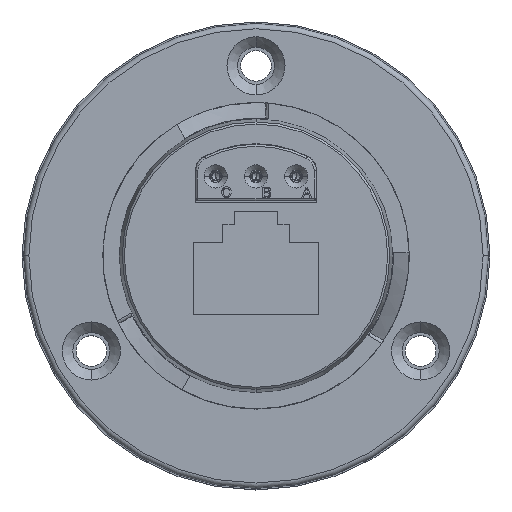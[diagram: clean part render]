
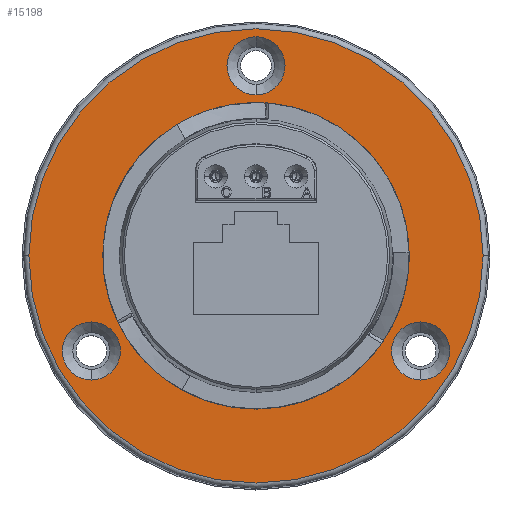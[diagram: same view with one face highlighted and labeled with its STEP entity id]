
A CAD part, top view. The second image highlights one B-rep face of the part: STEP entity #15198.
In plain terms, the highlighted planar face has unit normal (0, 0, 1).
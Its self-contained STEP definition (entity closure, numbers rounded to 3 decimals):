
#1827=CARTESIAN_POINT('',(0.,0.,15.8));
#1828=DIRECTION('',(0.,0.,1.));
#1829=DIRECTION('',(-1.,0.,0.));
#1830=AXIS2_PLACEMENT_3D('',#1827,#1828,#1829);
#1832=CARTESIAN_POINT('',(0.,0.,15.8));
#1833=DIRECTION('',(0.,0.,1.));
#1834=DIRECTION('',(1.,0.,0.));
#1835=AXIS2_PLACEMENT_3D('',#1832,#1833,#1834);
#1837=CARTESIAN_POINT('',(0.,0.,15.8));
#1838=DIRECTION('',(0.,0.,1.));
#1839=DIRECTION('',(0.,1.,0.));
#1840=AXIS2_PLACEMENT_3D('',#1837,#1838,#1839);
#1842=CARTESIAN_POINT('',(0.,0.,15.8));
#1843=DIRECTION('',(0.,0.,1.));
#1844=DIRECTION('',(0.,-1.,0.));
#1845=AXIS2_PLACEMENT_3D('',#1842,#1843,#1844);
#1847=CARTESIAN_POINT('',(-15.588,-9.,15.8));
#1848=DIRECTION('',(0.,0.,-1.));
#1849=DIRECTION('',(0.,-1.,0.));
#1850=AXIS2_PLACEMENT_3D('',#1847,#1848,#1849);
#1852=CARTESIAN_POINT('',(-15.588,-9.,15.8));
#1853=DIRECTION('',(0.,0.,-1.));
#1854=DIRECTION('',(0.,1.,0.));
#1855=AXIS2_PLACEMENT_3D('',#1852,#1853,#1854);
#1857=CARTESIAN_POINT('',(15.588,-9.,15.8));
#1858=DIRECTION('',(0.,0.,-1.));
#1859=DIRECTION('',(0.,-1.,0.));
#1860=AXIS2_PLACEMENT_3D('',#1857,#1858,#1859);
#1862=CARTESIAN_POINT('',(15.588,-9.,15.8));
#1863=DIRECTION('',(0.,0.,-1.));
#1864=DIRECTION('',(0.,1.,0.));
#1865=AXIS2_PLACEMENT_3D('',#1862,#1863,#1864);
#1867=CARTESIAN_POINT('',(0.,18.,15.8));
#1868=DIRECTION('',(0.,0.,-1.));
#1869=DIRECTION('',(0.,-1.,0.));
#1870=AXIS2_PLACEMENT_3D('',#1867,#1868,#1869);
#1872=CARTESIAN_POINT('',(0.,18.,15.8));
#1873=DIRECTION('',(0.,0.,-1.));
#1874=DIRECTION('',(0.,1.,0.));
#1875=AXIS2_PLACEMENT_3D('',#1872,#1873,#1874);
#11896=CARTESIAN_POINT('',(0.,14.5,15.8));
#11897=CARTESIAN_POINT('',(0.,-14.5,15.8));
#11898=VERTEX_POINT('',#11896);
#11899=VERTEX_POINT('',#11897);
#11912=CARTESIAN_POINT('',(-15.588,-11.75,15.8));
#11913=CARTESIAN_POINT('',(-15.588,-6.25,15.8));
#11914=VERTEX_POINT('',#11912);
#11915=VERTEX_POINT('',#11913);
#11920=CARTESIAN_POINT('',(15.588,-11.75,15.8));
#11921=CARTESIAN_POINT('',(15.588,-6.25,15.8));
#11922=VERTEX_POINT('',#11920);
#11923=VERTEX_POINT('',#11921);
#11928=CARTESIAN_POINT('',(0.,15.25,15.8));
#11929=CARTESIAN_POINT('',(0.,20.75,15.8));
#11930=VERTEX_POINT('',#11928);
#11931=VERTEX_POINT('',#11929);
#12038=CARTESIAN_POINT('',(-21.5,0.,15.8));
#12039=CARTESIAN_POINT('',(21.5,0.,15.8));
#12040=VERTEX_POINT('',#12038);
#12041=VERTEX_POINT('',#12039);
#15164=CARTESIAN_POINT('',(0.,0.,15.8));
#15165=DIRECTION('',(0.,0.,1.));
#15166=DIRECTION('',(1.,0.,0.));
#15167=AXIS2_PLACEMENT_3D('',#15164,#15165,#15166);
#15168=PLANE('',#15167);
#15170=ORIENTED_EDGE('',*,*,#15169,.F.);
#15171=ORIENTED_EDGE('',*,*,#15154,.F.);
#15172=EDGE_LOOP('',(#15170,#15171));
#15173=FACE_OUTER_BOUND('',#15172,.F.);
#15175=ORIENTED_EDGE('',*,*,#15174,.T.);
#15177=ORIENTED_EDGE('',*,*,#15176,.T.);
#15178=EDGE_LOOP('',(#15175,#15177));
#15179=FACE_BOUND('',#15178,.F.);
#15181=ORIENTED_EDGE('',*,*,#15180,.F.);
#15183=ORIENTED_EDGE('',*,*,#15182,.F.);
#15184=EDGE_LOOP('',(#15181,#15183));
#15185=FACE_BOUND('',#15184,.F.);
#15187=ORIENTED_EDGE('',*,*,#15186,.F.);
#15189=ORIENTED_EDGE('',*,*,#15188,.F.);
#15190=EDGE_LOOP('',(#15187,#15189));
#15191=FACE_BOUND('',#15190,.F.);
#15193=ORIENTED_EDGE('',*,*,#15192,.F.);
#15195=ORIENTED_EDGE('',*,*,#15194,.F.);
#15196=EDGE_LOOP('',(#15193,#15195));
#15197=FACE_BOUND('',#15196,.F.);
#1831=CIRCLE('',#1830,21.5);
#1836=CIRCLE('',#1835,21.5);
#1841=CIRCLE('',#1840,14.5);
#1846=CIRCLE('',#1845,14.5);
#1851=CIRCLE('',#1850,2.75);
#1856=CIRCLE('',#1855,2.75);
#1861=CIRCLE('',#1860,2.75);
#1866=CIRCLE('',#1865,2.75);
#1871=CIRCLE('',#1870,2.75);
#1876=CIRCLE('',#1875,2.75);
#15154=EDGE_CURVE('',#12041,#12040,#1836,.T.);
#15169=EDGE_CURVE('',#12040,#12041,#1831,.T.);
#15174=EDGE_CURVE('',#11898,#11899,#1841,.T.);
#15176=EDGE_CURVE('',#11899,#11898,#1846,.T.);
#15180=EDGE_CURVE('',#11914,#11915,#1851,.T.);
#15182=EDGE_CURVE('',#11915,#11914,#1856,.T.);
#15186=EDGE_CURVE('',#11922,#11923,#1861,.T.);
#15188=EDGE_CURVE('',#11923,#11922,#1866,.T.);
#15192=EDGE_CURVE('',#11930,#11931,#1871,.T.);
#15194=EDGE_CURVE('',#11931,#11930,#1876,.T.);
#15198=ADVANCED_FACE('',(#15173,#15179,#15185,#15191,#15197),#15168,.T.);
